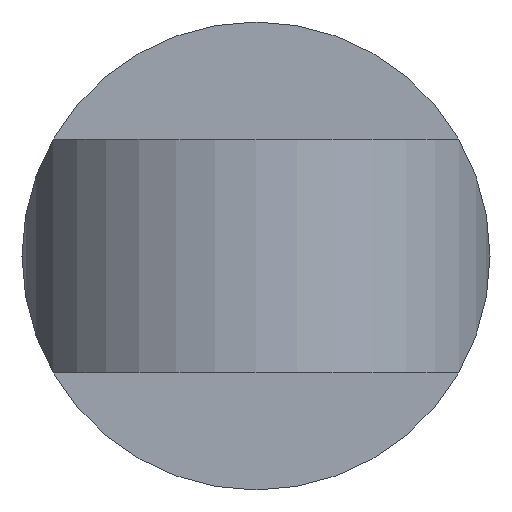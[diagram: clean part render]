
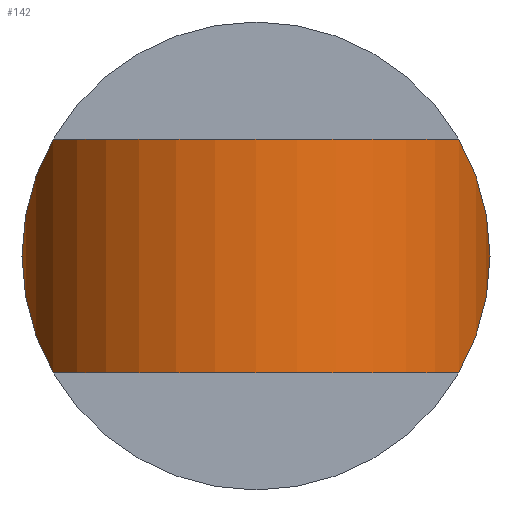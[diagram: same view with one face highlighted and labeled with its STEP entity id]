
A CAD part, front view. The second image highlights one B-rep face of the part: STEP entity #142.
In plain terms, the highlighted cylindrical face has radius 20 mm (diameter 40 mm), a partial arc.
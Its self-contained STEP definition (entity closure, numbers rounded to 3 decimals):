
#15=ELLIPSE('',#168,28.284,20.);
#16=ELLIPSE('',#169,28.284,20.);
#17=ELLIPSE('',#170,28.284,20.);
#18=ELLIPSE('',#171,28.284,20.);
#19=CYLINDRICAL_SURFACE('',#167,20.);
#42=FACE_OUTER_BOUND('',#51,.T.);
#51=EDGE_LOOP('',(#103,#104,#105,#106,#107,#108));
#59=CIRCLE('',#165,20.);
#61=CIRCLE('',#172,20.);
#66=VERTEX_POINT('',#234);
#69=VERTEX_POINT('',#239);
#71=VERTEX_POINT('',#245);
#72=VERTEX_POINT('',#246);
#73=VERTEX_POINT('',#249);
#74=VERTEX_POINT('',#251);
#82=EDGE_CURVE('',#69,#66,#59,.T.);
#84=EDGE_CURVE('',#71,#72,#15,.T.);
#85=EDGE_CURVE('',#72,#66,#16,.T.);
#86=EDGE_CURVE('',#69,#73,#17,.T.);
#87=EDGE_CURVE('',#73,#74,#18,.T.);
#88=EDGE_CURVE('',#71,#74,#61,.T.);
#103=ORIENTED_EDGE('',*,*,#84,.T.);
#104=ORIENTED_EDGE('',*,*,#85,.T.);
#105=ORIENTED_EDGE('',*,*,#82,.F.);
#106=ORIENTED_EDGE('',*,*,#86,.T.);
#107=ORIENTED_EDGE('',*,*,#87,.T.);
#108=ORIENTED_EDGE('',*,*,#88,.F.);
#142=ADVANCED_FACE('',(#42),#19,.T.);
#165=AXIS2_PLACEMENT_3D('',#241,#192,#193);
#167=AXIS2_PLACEMENT_3D('',#244,#196,#197);
#168=AXIS2_PLACEMENT_3D('',#247,#198,#199);
#169=AXIS2_PLACEMENT_3D('',#248,#200,#201);
#170=AXIS2_PLACEMENT_3D('',#250,#202,#203);
#171=AXIS2_PLACEMENT_3D('',#252,#204,#205);
#172=AXIS2_PLACEMENT_3D('',#253,#206,#207);
#192=DIRECTION('center_axis',(0.,0.,1.));
#193=DIRECTION('ref_axis',(1.,0.,0.));
#196=DIRECTION('center_axis',(0.,0.,1.));
#197=DIRECTION('ref_axis',(1.,0.,0.));
#198=DIRECTION('center_axis',(0.,-0.707,0.707));
#199=DIRECTION('ref_axis',(0.,0.707,0.707));
#200=DIRECTION('center_axis',(0.,-0.707,-0.707));
#201=DIRECTION('ref_axis',(0.,-0.707,0.707));
#202=DIRECTION('center_axis',(0.,-0.707,-0.707));
#203=DIRECTION('ref_axis',(0.,-0.707,0.707));
#204=DIRECTION('center_axis',(0.,-0.707,0.707));
#205=DIRECTION('ref_axis',(0.,0.707,0.707));
#206=DIRECTION('center_axis',(0.,0.,-1.));
#207=DIRECTION('ref_axis',(1.,0.,0.));
#234=CARTESIAN_POINT('',(611.672,-192.123,-585.175));
#239=CARTESIAN_POINT('',(577.031,-192.123,-585.175));
#241=CARTESIAN_POINT('Origin',(594.352,-182.123,-585.175));
#244=CARTESIAN_POINT('Origin',(594.352,-182.123,-595.175));
#245=CARTESIAN_POINT('',(611.672,-192.123,-605.175));
#246=CARTESIAN_POINT('',(614.352,-182.123,-595.175));
#247=CARTESIAN_POINT('Origin',(594.352,-182.123,-595.175));
#248=CARTESIAN_POINT('Origin',(594.352,-182.123,-595.175));
#249=CARTESIAN_POINT('',(574.352,-182.123,-595.175));
#250=CARTESIAN_POINT('Origin',(594.352,-182.123,-595.175));
#251=CARTESIAN_POINT('',(577.031,-192.123,-605.175));
#252=CARTESIAN_POINT('Origin',(594.352,-182.123,-595.175));
#253=CARTESIAN_POINT('Origin',(594.352,-182.123,-605.175));
